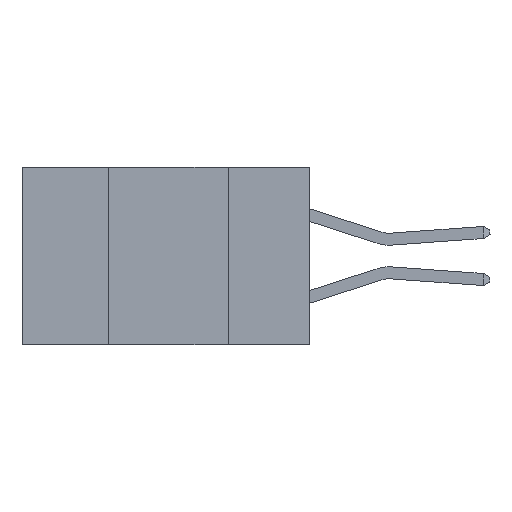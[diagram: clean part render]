
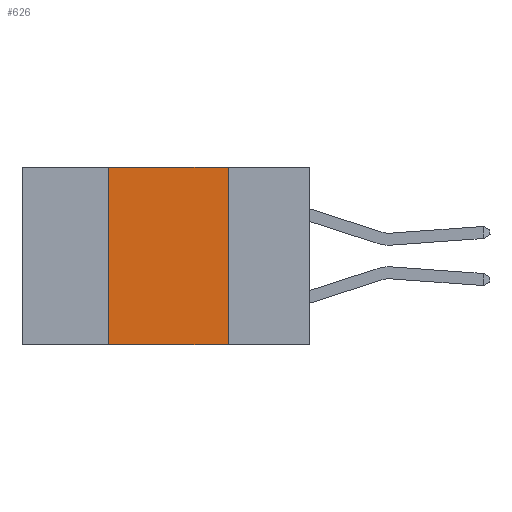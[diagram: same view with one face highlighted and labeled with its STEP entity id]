
A CAD part, left-side view. The second image highlights one B-rep face of the part: STEP entity #626.
In plain terms, the highlighted planar face has unit normal (-1, 0, 0).
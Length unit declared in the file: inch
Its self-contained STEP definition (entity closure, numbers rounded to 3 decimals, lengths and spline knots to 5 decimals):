
#152 = VERTEX_POINT ( 'NONE', #10787 ) ;
#228 = VECTOR ( 'NONE', #10631, 39.37008 ) ;
#374 = CARTESIAN_POINT ( 'NONE',  ( 0., 0.17, -0.37 ) ) ;
#498 = LINE ( 'NONE', #8612, #9339 ) ;
#626 = ADVANCED_FACE ( 'NONE', ( #5223 ), #3491, .F. ) ;
#901 = ORIENTED_EDGE ( 'NONE', *, *, #1953, .T. ) ;
#1027 = VECTOR ( 'NONE', #7512, 39.37008 ) ;
#1556 = CARTESIAN_POINT ( 'NONE',  ( 0., 0.42, 0. ) ) ;
#1953 = EDGE_CURVE ( 'NONE', #152, #10750, #8074, .T. ) ;
#2105 = DIRECTION ( 'NONE',  ( 0., 0., -1. ) ) ;
#3491 = PLANE ( 'NONE',  #4002 ) ;
#3604 = CARTESIAN_POINT ( 'NONE',  ( 0., 0.6, 0. ) ) ;
#3806 = EDGE_CURVE ( 'NONE', #152, #8768, #10144, .T. ) ;
#4002 = AXIS2_PLACEMENT_3D ( 'NONE', #3604, #8417, #2105 ) ;
#4375 = EDGE_CURVE ( 'NONE', #8768, #5790, #7316, .T. ) ;
#5110 = DIRECTION ( 'NONE',  ( 0., 0., -1. ) ) ;
#5223 = FACE_OUTER_BOUND ( 'NONE', #8097, .T. ) ;
#5475 = CARTESIAN_POINT ( 'NONE',  ( 0., 0.6, -0.37 ) ) ;
#5532 = VECTOR ( 'NONE', #5928, 39.37008 ) ;
#5567 = CARTESIAN_POINT ( 'NONE',  ( 0., 0.6, 0. ) ) ;
#5790 = VERTEX_POINT ( 'NONE', #6520 ) ;
#5912 = CARTESIAN_POINT ( 'NONE',  ( 0., 0.42, -0.37 ) ) ;
#5928 = DIRECTION ( 'NONE',  ( 0., 0., 1. ) ) ;
#6102 = EDGE_CURVE ( 'NONE', #5790, #10750, #498, .T. ) ;
#6520 = CARTESIAN_POINT ( 'NONE',  ( 0., 0.17, 0. ) ) ;
#7151 = ORIENTED_EDGE ( 'NONE', *, *, #6102, .F. ) ;
#7316 = LINE ( 'NONE', #5567, #228 ) ;
#7512 = DIRECTION ( 'NONE',  ( 0., -1., 0. ) ) ;
#8074 = LINE ( 'NONE', #5475, #1027 ) ;
#8097 = EDGE_LOOP ( 'NONE', ( #7151, #10929, #8474, #901 ) ) ;
#8417 = DIRECTION ( 'NONE',  ( 1., 0., 0. ) ) ;
#8474 = ORIENTED_EDGE ( 'NONE', *, *, #3806, .F. ) ;
#8612 = CARTESIAN_POINT ( 'NONE',  ( 0., 0.17, -0.37 ) ) ;
#8768 = VERTEX_POINT ( 'NONE', #1556 ) ;
#9339 = VECTOR ( 'NONE', #5110, 39.37008 ) ;
#10144 = LINE ( 'NONE', #5912, #5532 ) ;
#10631 = DIRECTION ( 'NONE',  ( 0., -1., 0. ) ) ;
#10750 = VERTEX_POINT ( 'NONE', #374 ) ;
#10787 = CARTESIAN_POINT ( 'NONE',  ( 0., 0.42, -0.37 ) ) ;
#10929 = ORIENTED_EDGE ( 'NONE', *, *, #4375, .F. ) ;
